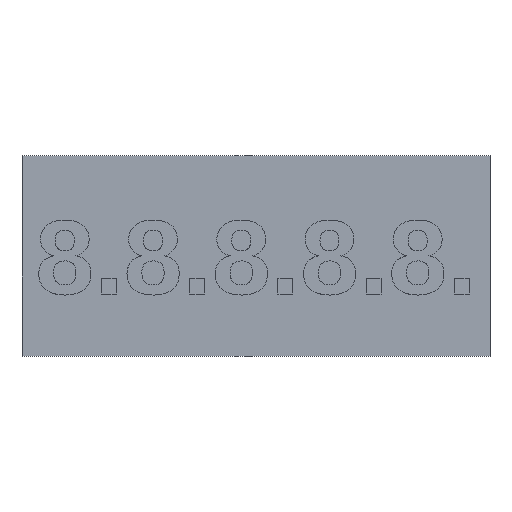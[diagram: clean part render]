
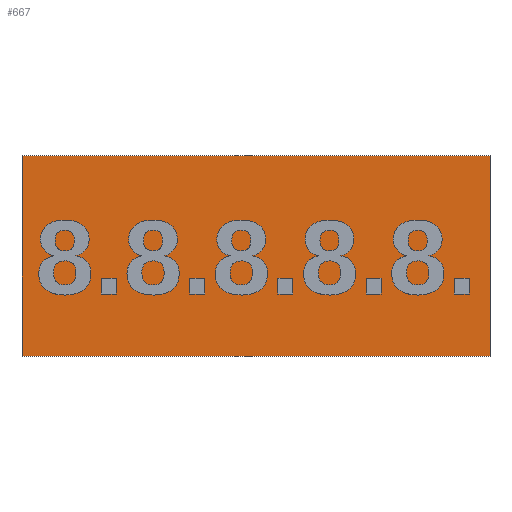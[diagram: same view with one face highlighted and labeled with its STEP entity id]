
A CAD part, top view. The second image highlights one B-rep face of the part: STEP entity #667.
In plain terms, the highlighted planar face has unit normal (0, 0, 1).
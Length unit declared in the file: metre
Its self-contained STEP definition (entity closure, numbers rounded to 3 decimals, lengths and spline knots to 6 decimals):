
#667 = ADVANCED_FACE( '', ( #1429 ), #1430, .T. );
#1429 = FACE_OUTER_BOUND( '', #2407, .T. );
#1430 = PLANE( '', #2408 );
#2407 = EDGE_LOOP( '', ( #4144, #4145, #4146, #4147 ) );
#2408 = AXIS2_PLACEMENT_3D( '', #4148, #4149, #4150 );
#4144 = ORIENTED_EDGE( '', *, *, #5661, .F. );
#4145 = ORIENTED_EDGE( '', *, *, #5662, .T. );
#4146 = ORIENTED_EDGE( '', *, *, #5663, .T. );
#4147 = ORIENTED_EDGE( '', *, *, #5154, .F. );
#4148 = CARTESIAN_POINT( '', ( 0., 0., 0.0051 ) );
#4149 = DIRECTION( '', ( 0., 0., 1. ) );
#4150 = DIRECTION( '', ( 1., 0., 0. ) );
#5154 = EDGE_CURVE( '', #6063, #6065, #6066, .T. );
#5661 = EDGE_CURVE( '', #6834, #6063, #6835, .T. );
#5662 = EDGE_CURVE( '', #6834, #6836, #6837, .T. );
#5663 = EDGE_CURVE( '', #6836, #6065, #6838, .T. );
#6063 = VERTEX_POINT( '', #7440 );
#6065 = VERTEX_POINT( '', #7443 );
#6066 = LINE( '', #7444, #7445 );
#6834 = VERTEX_POINT( '', #8759 );
#6835 = LINE( '', #8760, #8761 );
#6836 = VERTEX_POINT( '', #8762 );
#6837 = LINE( '', #8763, #8764 );
#6838 = LINE( '', #8765, #8766 );
#7440 = CARTESIAN_POINT( '', ( -0.0175, -0.0075, 0.0051 ) );
#7443 = CARTESIAN_POINT( '', ( -0.0175, 0.0075, 0.0051 ) );
#7444 = CARTESIAN_POINT( '', ( -0.0175, 0., 0.0051 ) );
#7445 = VECTOR( '', #9085, 1. );
#8759 = CARTESIAN_POINT( '', ( 0.0175, -0.0075, 0.0051 ) );
#8760 = CARTESIAN_POINT( '', ( 0., -0.0075, 0.0051 ) );
#8761 = VECTOR( '', #9323, 1. );
#8762 = CARTESIAN_POINT( '', ( 0.0175, 0.0075, 0.0051 ) );
#8763 = CARTESIAN_POINT( '', ( 0.0175, 0., 0.0051 ) );
#8764 = VECTOR( '', #9324, 1. );
#8765 = CARTESIAN_POINT( '', ( 0., 0.0075, 0.0051 ) );
#8766 = VECTOR( '', #9325, 1. );
#9085 = DIRECTION( '', ( 0., 1., 0. ) );
#9323 = DIRECTION( '', ( -1., 0., 0. ) );
#9324 = DIRECTION( '', ( 0., 1., 0. ) );
#9325 = DIRECTION( '', ( -1., 0., 0. ) );
